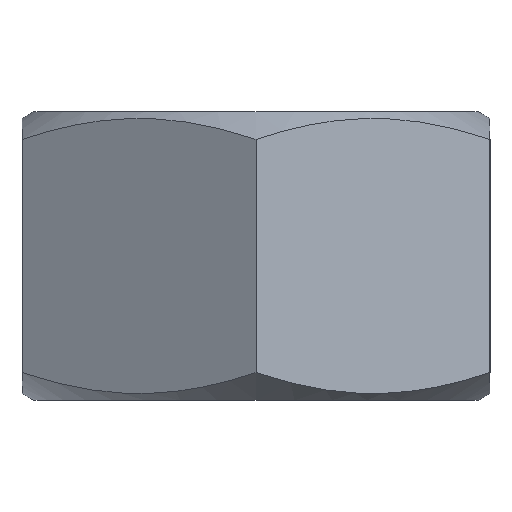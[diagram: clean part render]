
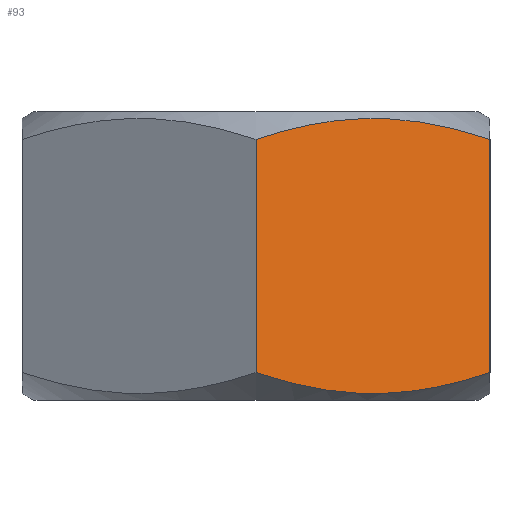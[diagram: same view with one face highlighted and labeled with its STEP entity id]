
A CAD part, front view. The second image highlights one B-rep face of the part: STEP entity #93.
In plain terms, the highlighted planar face has unit normal (0.5, -0.866, 0).
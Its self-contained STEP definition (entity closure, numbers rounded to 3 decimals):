
#93=ADVANCED_FACE('',(#202),#204,.T.);
#202=FACE_BOUND('',#203,.T.);
#203=EDGE_LOOP('',(#288,#289,#290,#291));
#204=PLANE('',#205);
#205=AXIS2_PLACEMENT_3D('',#206,#207,#208);
#206=CARTESIAN_POINT('',(0.,-13.856,0.));
#207=DIRECTION('',(0.5,-0.866,0.));
#208=DIRECTION('',(0.866,0.5,0.));
#288=ORIENTED_EDGE('',*,*,#333,.T.);
#289=ORIENTED_EDGE('',*,*,#332,.T.);
#290=ORIENTED_EDGE('',*,*,#334,.T.);
#291=ORIENTED_EDGE('',*,*,#335,.F.);
#332=EDGE_CURVE('',#364,#366,#368,.T.);
#333=EDGE_CURVE('',#369,#364,#370,.T.);
#334=EDGE_CURVE('',#366,#371,#372,.T.);
#335=EDGE_CURVE('',#369,#371,#373,.T.);
#364=VERTEX_POINT('',#708);
#366=VERTEX_POINT('',#764);
#368=LINE('',#820,#821);
#369=VERTEX_POINT('',#823);
#370=B_SPLINE_CURVE_WITH_KNOTS('',3,
(#824,#825,#826,#827,#828,#829,#830,#831,#832,#833,#834,#835,#836,#837,#838,#839,
#840,#841,#842,#843,#844,#845,#846,#847,#848,#849,#850,#851,#852,#853,#854,#855,
#856,#857,#858,#859,#860,#861,#862,#863,#864,#865,#866,#867,#868,#869),
.UNSPECIFIED.,.F.,.F.,
(4,1,1,1,1,1,1,1,1,1,1,1,1,1,1,1,1,1,1,1,1,1,1,1,1,1,1,1,1,1,1,1,1,1,1,1,1,1,1,1,
1,1,1,4),
(0.,0.011,0.021,0.032,0.044,0.055,
0.071,0.088,0.105,0.12,0.135,
0.154,0.174,0.196,0.221,0.256,
0.293,0.331,0.362,0.392,0.423,
0.454,0.484,0.5,0.513,0.541,
0.569,0.596,0.622,0.649,0.675,
0.702,0.728,0.753,0.779,0.804,
0.829,0.854,0.879,0.903,0.928,
0.952,0.976,1.),
.UNSPECIFIED.);
#371=VERTEX_POINT('',#870);
#372=B_SPLINE_CURVE_WITH_KNOTS('',3,
(#871,#872,#873,#874,#875,#876,#877,#878,#879,#880,#881,#882,#883,#884,#885,#886,
#887,#888,#889,#890,#891,#892,#893,#894,#895,#896,#897,#898,#899,#900,#901,#902,
#903,#904,#905,#906,#907,#908,#909,#910,#911,#912,#913,#914,#915,#916),
.UNSPECIFIED.,.F.,.F.,
(4,1,1,1,1,1,1,1,1,1,1,1,1,1,1,1,1,1,1,1,1,1,1,1,1,1,1,1,1,1,1,1,1,1,1,1,1,1,1,1,
1,1,1,4),
(0.,0.011,0.021,0.032,0.044,
0.055,0.071,0.088,0.105,0.12,
0.135,0.154,0.174,0.196,0.221,
0.256,0.293,0.331,0.362,0.392,
0.423,0.454,0.484,0.5,0.513,
0.541,0.569,0.596,0.622,0.649,
0.675,0.702,0.728,0.753,0.779,
0.804,0.829,0.854,0.879,0.903,
0.928,0.952,0.976,1.),
.UNSPECIFIED.);
#373=LINE('',#917,#918);
#708=CARTESIAN_POINT('',(12.,-6.928,1.418));
#764=CARTESIAN_POINT('',(12.,-6.928,13.382));
#820=CARTESIAN_POINT('',(12.,-6.928,1.418));
#821=VECTOR('',#822,1.);
#822=DIRECTION('',(0.,0.,1.));
#823=CARTESIAN_POINT('',(0.,-13.856,1.418));
#824=CARTESIAN_POINT('',(0.,-13.856,1.418));
#825=CARTESIAN_POINT('',(0.041,-13.833,1.404));
#826=CARTESIAN_POINT('',(0.125,-13.784,1.377));
#827=CARTESIAN_POINT('',(0.251,-13.712,1.336));
#828=CARTESIAN_POINT('',(0.38,-13.637,1.295));
#829=CARTESIAN_POINT('',(0.511,-13.561,1.253));
#830=CARTESIAN_POINT('',(0.664,-13.473,1.206));
#831=CARTESIAN_POINT('',(0.838,-13.373,1.154));
#832=CARTESIAN_POINT('',(1.035,-13.259,1.096));
#833=CARTESIAN_POINT('',(1.226,-13.149,1.042));
#834=CARTESIAN_POINT('',(1.414,-13.04,0.991));
#835=CARTESIAN_POINT('',(1.608,-12.928,0.939));
#836=CARTESIAN_POINT('',(1.823,-12.804,0.885));
#837=CARTESIAN_POINT('',(2.066,-12.664,0.826));
#838=CARTESIAN_POINT('',(2.332,-12.51,0.765));
#839=CARTESIAN_POINT('',(2.661,-12.32,0.694));
#840=CARTESIAN_POINT('',(3.048,-12.097,0.619));
#841=CARTESIAN_POINT('',(3.492,-11.84,0.543));
#842=CARTESIAN_POINT('',(3.916,-11.595,0.483));
#843=CARTESIAN_POINT('',(4.317,-11.364,0.435));
#844=CARTESIAN_POINT('',(4.69,-11.148,0.4));
#845=CARTESIAN_POINT('',(5.066,-10.932,0.373));
#846=CARTESIAN_POINT('',(5.439,-10.716,0.355));
#847=CARTESIAN_POINT('',(5.75,-10.537,0.348));
#848=CARTESIAN_POINT('',(5.99,-10.398,0.346));
#849=CARTESIAN_POINT('',(6.223,-10.264,0.347));
#850=CARTESIAN_POINT('',(6.503,-10.102,0.353));
#851=CARTESIAN_POINT('',(6.837,-9.909,0.368));
#852=CARTESIAN_POINT('',(7.165,-9.72,0.389));
#853=CARTESIAN_POINT('',(7.489,-9.533,0.416));
#854=CARTESIAN_POINT('',(7.812,-9.346,0.45));
#855=CARTESIAN_POINT('',(8.131,-9.162,0.49));
#856=CARTESIAN_POINT('',(8.449,-8.979,0.535));
#857=CARTESIAN_POINT('',(8.762,-8.797,0.586));
#858=CARTESIAN_POINT('',(9.073,-8.618,0.642));
#859=CARTESIAN_POINT('',(9.379,-8.441,0.703));
#860=CARTESIAN_POINT('',(9.683,-8.266,0.768));
#861=CARTESIAN_POINT('',(9.982,-8.093,0.837));
#862=CARTESIAN_POINT('',(10.279,-7.922,0.91));
#863=CARTESIAN_POINT('',(10.572,-7.752,0.987));
#864=CARTESIAN_POINT('',(10.863,-7.585,1.067));
#865=CARTESIAN_POINT('',(11.15,-7.419,1.15));
#866=CARTESIAN_POINT('',(11.435,-7.254,1.236));
#867=CARTESIAN_POINT('',(11.718,-7.091,1.325));
#868=CARTESIAN_POINT('',(11.906,-6.982,1.387));
#869=CARTESIAN_POINT('',(12.,-6.928,1.418));
#870=CARTESIAN_POINT('',(0.,-13.856,13.382));
#871=CARTESIAN_POINT('',(12.,-6.928,13.382));
#872=CARTESIAN_POINT('',(11.959,-6.952,13.396));
#873=CARTESIAN_POINT('',(11.875,-7.,13.423));
#874=CARTESIAN_POINT('',(11.749,-7.073,13.464));
#875=CARTESIAN_POINT('',(11.62,-7.147,13.505));
#876=CARTESIAN_POINT('',(11.489,-7.224,13.547));
#877=CARTESIAN_POINT('',(11.336,-7.312,13.594));
#878=CARTESIAN_POINT('',(11.162,-7.412,13.646));
#879=CARTESIAN_POINT('',(10.965,-7.526,13.704));
#880=CARTESIAN_POINT('',(10.774,-7.636,13.758));
#881=CARTESIAN_POINT('',(10.586,-7.745,13.809));
#882=CARTESIAN_POINT('',(10.392,-7.857,13.861));
#883=CARTESIAN_POINT('',(10.177,-7.981,13.915));
#884=CARTESIAN_POINT('',(9.934,-8.121,13.974));
#885=CARTESIAN_POINT('',(9.668,-8.274,14.035));
#886=CARTESIAN_POINT('',(9.339,-8.465,14.106));
#887=CARTESIAN_POINT('',(8.952,-8.688,14.181));
#888=CARTESIAN_POINT('',(8.508,-8.944,14.257));
#889=CARTESIAN_POINT('',(8.084,-9.189,14.317));
#890=CARTESIAN_POINT('',(7.683,-9.421,14.365));
#891=CARTESIAN_POINT('',(7.31,-9.636,14.4));
#892=CARTESIAN_POINT('',(6.934,-9.853,14.427));
#893=CARTESIAN_POINT('',(6.561,-10.068,14.445));
#894=CARTESIAN_POINT('',(6.25,-10.248,14.452));
#895=CARTESIAN_POINT('',(6.01,-10.387,14.454));
#896=CARTESIAN_POINT('',(5.777,-10.521,14.453));
#897=CARTESIAN_POINT('',(5.497,-10.683,14.447));
#898=CARTESIAN_POINT('',(5.163,-10.875,14.432));
#899=CARTESIAN_POINT('',(4.835,-11.065,14.411));
#900=CARTESIAN_POINT('',(4.511,-11.252,14.384));
#901=CARTESIAN_POINT('',(4.188,-11.438,14.35));
#902=CARTESIAN_POINT('',(3.869,-11.623,14.31));
#903=CARTESIAN_POINT('',(3.551,-11.806,14.265));
#904=CARTESIAN_POINT('',(3.238,-11.987,14.214));
#905=CARTESIAN_POINT('',(2.927,-12.166,14.158));
#906=CARTESIAN_POINT('',(2.621,-12.343,14.097));
#907=CARTESIAN_POINT('',(2.317,-12.518,14.032));
#908=CARTESIAN_POINT('',(2.018,-12.692,13.963));
#909=CARTESIAN_POINT('',(1.721,-12.863,13.89));
#910=CARTESIAN_POINT('',(1.428,-13.032,13.813));
#911=CARTESIAN_POINT('',(1.137,-13.2,13.733));
#912=CARTESIAN_POINT('',(0.85,-13.366,13.65));
#913=CARTESIAN_POINT('',(0.565,-13.53,13.564));
#914=CARTESIAN_POINT('',(0.282,-13.694,13.475));
#915=CARTESIAN_POINT('',(0.094,-13.802,13.413));
#916=CARTESIAN_POINT('',(0.,-13.856,13.382));
#917=CARTESIAN_POINT('',(0.,-13.856,1.418));
#918=VECTOR('',#919,1.);
#919=DIRECTION('',(0.,0.,1.));
